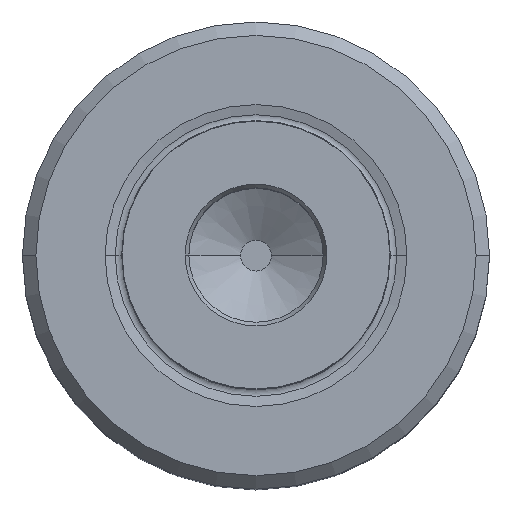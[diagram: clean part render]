
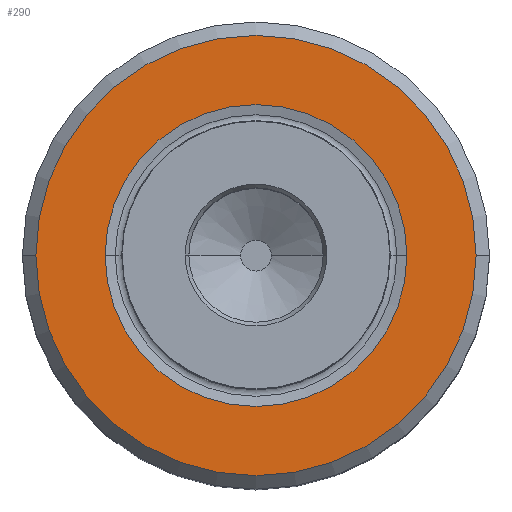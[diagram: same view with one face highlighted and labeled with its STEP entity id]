
A CAD part, top view. The second image highlights one B-rep face of the part: STEP entity #290.
In plain terms, the highlighted planar face has unit normal (0, 0, 1).
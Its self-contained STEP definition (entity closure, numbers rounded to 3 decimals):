
#250=EDGE_CURVE('NONE',#342,#460,#592,.T.);
#274=EDGE_CURVE('NONE',#460,#342,#620,.T.);
#290=ADVANCED_FACE('NONE',(#638,#639),#640,.T.);
#294=EDGE_CURVE('NONE',#374,#370,#644,.T.);
#342=VERTEX_POINT('NONE',#695);
#352=EDGE_CURVE('NONE',#370,#374,#706,.T.);
#370=VERTEX_POINT('NONE',#724);
#374=VERTEX_POINT('NONE',#728);
#460=VERTEX_POINT('NONE',#829);
#592=CIRCLE('',#1009,10.112);
#620=CIRCLE('',#1045,10.112);
#638=FACE_OUTER_BOUND('',#1070,.T.);
#639=FACE_BOUND('',#1071,.T.);
#640=PLANE('',#1072);
#644=CIRCLE('',#1077,14.75);
#695=CARTESIAN_POINT('',(10.112,0.,0.0));
#706=CIRCLE('',#1199,14.75);
#724=CARTESIAN_POINT('',(14.75,0.,0.0));
#728=CARTESIAN_POINT('',(-14.75,0.,0.0));
#829=CARTESIAN_POINT('',(-10.112,0.,0.0));
#1009=AXIS2_PLACEMENT_3D('',#1581,#1582,#1583);
#1045=AXIS2_PLACEMENT_3D('',#1627,#1628,#1629);
#1070=EDGE_LOOP('',(#1653,#1654));
#1071=EDGE_LOOP('',(#1655,#1656));
#1072=AXIS2_PLACEMENT_3D('',#1657,#1658,#1659);
#1077=AXIS2_PLACEMENT_3D('',#1660,#1661,#1662);
#1199=AXIS2_PLACEMENT_3D('',#1725,#1726,#1727);
#1581=CARTESIAN_POINT('',(0.0,0.0,0.0));
#1582=DIRECTION('',(0.0,0.0,1.0));
#1583=DIRECTION('',(1.0,0.,-0.0));
#1627=CARTESIAN_POINT('',(0.0,0.0,0.0));
#1628=DIRECTION('',(0.0,0.0,1.0));
#1629=DIRECTION('',(1.0,0.,-0.0));
#1653=ORIENTED_EDGE('',*,*,#294,.F.);
#1654=ORIENTED_EDGE('',*,*,#352,.F.);
#1655=ORIENTED_EDGE('',*,*,#250,.F.);
#1656=ORIENTED_EDGE('',*,*,#274,.F.);
#1657=CARTESIAN_POINT('',(0.,9.0,0.0));
#1658=DIRECTION('',(0.0,-0.0,1.0));
#1659=DIRECTION('',(0.0,1.0,0.0));
#1660=CARTESIAN_POINT('',(0.0,0.0,0.0));
#1661=DIRECTION('',(0.0,0.0,-1.0));
#1662=DIRECTION('',(1.0,0.,0.0));
#1725=CARTESIAN_POINT('',(0.0,0.0,0.0));
#1726=DIRECTION('',(0.0,0.0,-1.0));
#1727=DIRECTION('',(1.0,0.,0.0));
